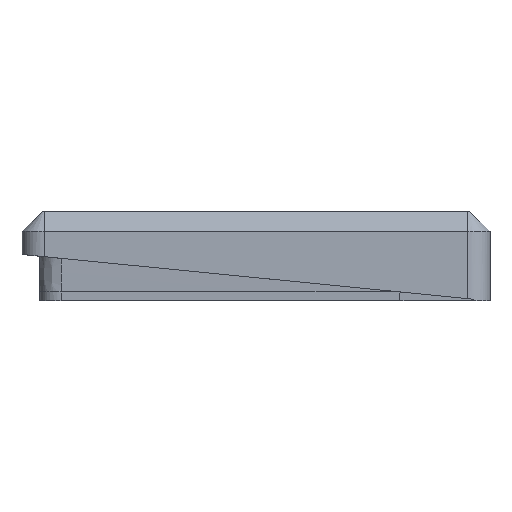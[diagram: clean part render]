
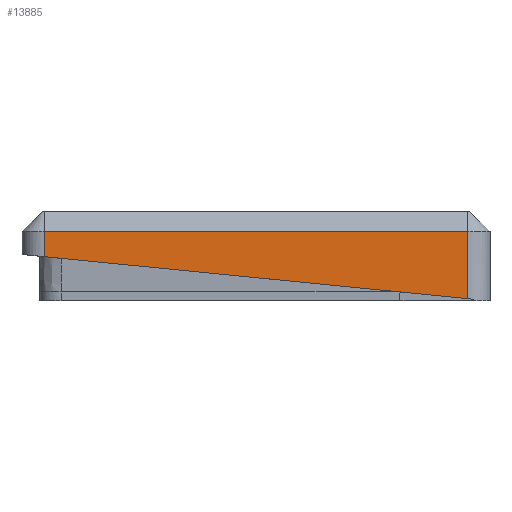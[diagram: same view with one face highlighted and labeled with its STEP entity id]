
A CAD part, left-side view. The second image highlights one B-rep face of the part: STEP entity #13885.
In plain terms, the highlighted planar face has unit normal (-1, 0, 0).
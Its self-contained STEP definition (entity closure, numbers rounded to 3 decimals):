
#583=PLANE('',#15185);
#1270=FACE_OUTER_BOUND('',#2113,.T.);
#2113=EDGE_LOOP('',(#12474,#12475,#12476,#12477));
#3393=LINE('',#23081,#4776);
#3404=LINE('',#23106,#4787);
#3410=LINE('',#23128,#4793);
#3415=LINE('',#23162,#4798);
#4776=VECTOR('',#18806,10.);
#4787=VECTOR('',#18837,10.);
#4793=VECTOR('',#18869,10.);
#4798=VECTOR('',#18884,10.);
#6747=VERTEX_POINT('',#23077);
#6748=VERTEX_POINT('',#23079);
#6749=VERTEX_POINT('',#23083);
#6755=VERTEX_POINT('',#23126);
#8646=EDGE_CURVE('',#6748,#6747,#3393,.T.);
#8659=EDGE_CURVE('',#6747,#6749,#3404,.T.);
#8668=EDGE_CURVE('',#6748,#6755,#3410,.T.);
#8678=EDGE_CURVE('',#6749,#6755,#3415,.T.);
#12474=ORIENTED_EDGE('',*,*,#8668,.T.);
#12475=ORIENTED_EDGE('',*,*,#8678,.F.);
#12476=ORIENTED_EDGE('',*,*,#8659,.F.);
#12477=ORIENTED_EDGE('',*,*,#8646,.F.);
#13885=ADVANCED_FACE('',(#1270),#583,.T.);
#15185=AXIS2_PLACEMENT_3D('',#23218,#18938,#18939);
#18806=DIRECTION('',(0.,0.,1.));
#18837=DIRECTION('',(0.,-1.,0.));
#18869=DIRECTION('',(0.,-0.995,-0.099));
#18884=DIRECTION('',(0.,0.,-1.));
#18938=DIRECTION('center_axis',(-1.,0.,0.));
#18939=DIRECTION('ref_axis',(0.,-1.,0.));
#23077=CARTESIAN_POINT('',(14.738,-33.924,9.1));
#23079=CARTESIAN_POINT('',(14.738,-33.924,3.401));
#23081=CARTESIAN_POINT('',(14.738,-33.924,0.));
#23083=CARTESIAN_POINT('',(14.738,-128.787,9.1));
#23106=CARTESIAN_POINT('',(14.738,-52.639,9.1));
#23126=CARTESIAN_POINT('',(14.738,-128.787,-6.004));
#23128=CARTESIAN_POINT('',(14.738,-31.115,3.679));
#23162=CARTESIAN_POINT('',(14.738,-128.787,0.));
#23218=CARTESIAN_POINT('Origin',(14.738,-28.924,0.));
